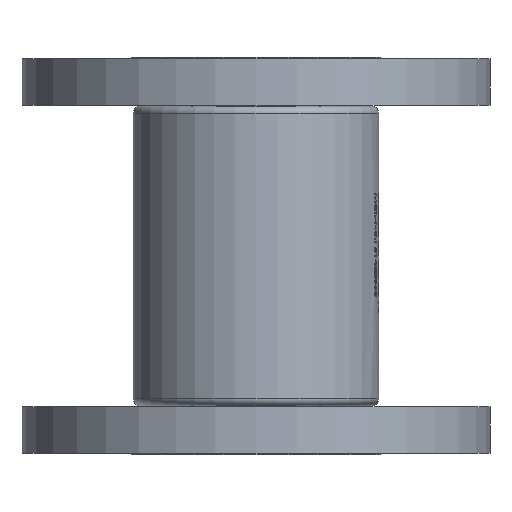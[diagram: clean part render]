
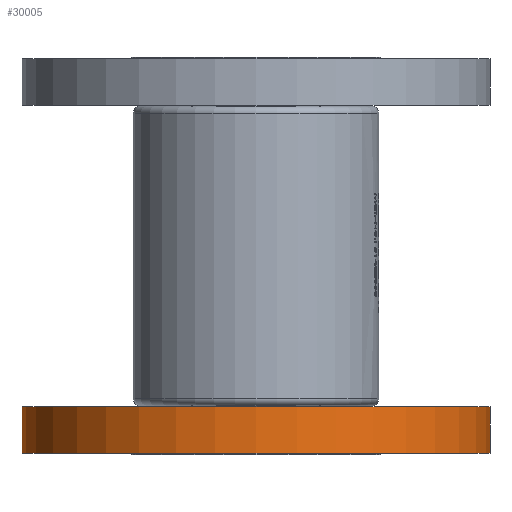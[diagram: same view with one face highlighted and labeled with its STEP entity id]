
A CAD part, front view. The second image highlights one B-rep face of the part: STEP entity #30005.
In plain terms, the highlighted cylindrical face has radius 100 mm (diameter 200 mm), a partial arc.
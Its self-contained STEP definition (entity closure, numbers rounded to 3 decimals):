
#429 = AXIS2_PLACEMENT_3D ( 'NONE', #22251, #12890, #10221 ) ;
#794 = CARTESIAN_POINT ( 'NONE',  ( 100., 0., -180.973 ) ) ;
#869 = CARTESIAN_POINT ( 'NONE',  ( 100., 0., -169.4 ) ) ;
#1184 = FACE_OUTER_BOUND ( 'NONE', #20171, .T. ) ;
#1378 = AXIS2_PLACEMENT_3D ( 'NONE', #5731, #24789, #3695 ) ;
#1905 = EDGE_CURVE ( 'NONE', #27822, #9459, #27470, .T. ) ;
#2048 = EDGE_CURVE ( 'NONE', #27822, #8183, #14902, .T. ) ;
#2989 = LINE ( 'NONE', #794, #10838 ) ;
#3695 = DIRECTION ( 'NONE',  ( 1., 0., 0. ) ) ;
#3707 = DIRECTION ( 'NONE',  ( 0., 0., -1. ) ) ;
#5639 = DIRECTION ( 'NONE',  ( 0., 0., -1. ) ) ;
#5731 = CARTESIAN_POINT ( 'NONE',  ( 0., 0., -180.973 ) ) ;
#8183 = VERTEX_POINT ( 'NONE', #17202 ) ;
#8746 = ORIENTED_EDGE ( 'NONE', *, *, #20167, .T. ) ;
#8994 = CARTESIAN_POINT ( 'NONE',  ( -100., 0., -169.4 ) ) ;
#9459 = VERTEX_POINT ( 'NONE', #8994 ) ;
#10221 = DIRECTION ( 'NONE',  ( 1., 0., 0. ) ) ;
#10838 = VECTOR ( 'NONE', #5639, 1000. ) ;
#12585 = VERTEX_POINT ( 'NONE', #869 ) ;
#12890 = DIRECTION ( 'NONE',  ( 0., 0., 1. ) ) ;
#14070 = AXIS2_PLACEMENT_3D ( 'NONE', #20836, #18505, #25368 ) ;
#14581 = CIRCLE ( 'NONE', #14070, 100. ) ;
#14902 = CIRCLE ( 'NONE', #429, 100. ) ;
#17202 = CARTESIAN_POINT ( 'NONE',  ( 100., 0., -149.4 ) ) ;
#17892 = VECTOR ( 'NONE', #3707, 1000. ) ;
#18505 = DIRECTION ( 'NONE',  ( 0., 0., 1. ) ) ;
#20167 = EDGE_CURVE ( 'NONE', #9459, #12585, #14581, .T. ) ;
#20171 = EDGE_LOOP ( 'NONE', ( #24889, #30061, #8746, #22783 ) ) ;
#20836 = CARTESIAN_POINT ( 'NONE',  ( 0., 0., -169.4 ) ) ;
#22251 = CARTESIAN_POINT ( 'NONE',  ( 0., 0., -149.4 ) ) ;
#22783 = ORIENTED_EDGE ( 'NONE', *, *, #29200, .F. ) ;
#24789 = DIRECTION ( 'NONE',  ( 0., 0., -1. ) ) ;
#24889 = ORIENTED_EDGE ( 'NONE', *, *, #2048, .F. ) ;
#25097 = CYLINDRICAL_SURFACE ( 'NONE', #1378, 100. ) ;
#25368 = DIRECTION ( 'NONE',  ( 1., 0., 0. ) ) ;
#27470 = LINE ( 'NONE', #27940, #17892 ) ;
#27822 = VERTEX_POINT ( 'NONE', #29080 ) ;
#27940 = CARTESIAN_POINT ( 'NONE',  ( -100., 0., -180.973 ) ) ;
#29080 = CARTESIAN_POINT ( 'NONE',  ( -100., 0., -149.4 ) ) ;
#29200 = EDGE_CURVE ( 'NONE', #8183, #12585, #2989, .T. ) ;
#30005 = ADVANCED_FACE ( 'NONE', ( #1184 ), #25097, .T. ) ;
#30061 = ORIENTED_EDGE ( 'NONE', *, *, #1905, .T. ) ;
